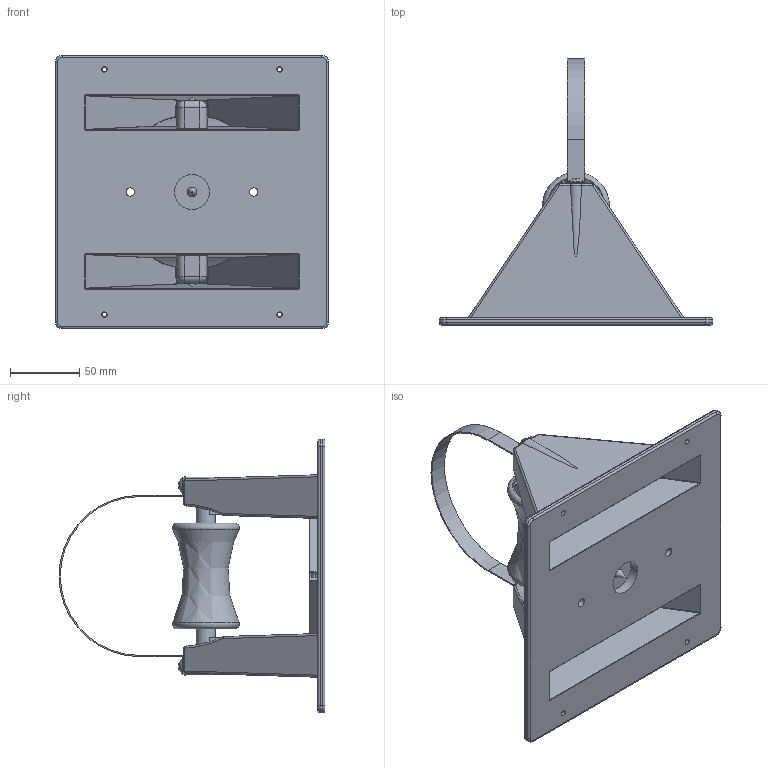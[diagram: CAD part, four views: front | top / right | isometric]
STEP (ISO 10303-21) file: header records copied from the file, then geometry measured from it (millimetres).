
FILE_DESCRIPTION((''),'2;1');
FILE_NAME('3-R-4 with PIPESTRAP.stp','2012-11-21T08:37:14',('rdavis'),(''),'Autodesk Inventor 2013','Autodesk Inventor 2013','');
FILE_SCHEMA(('AUTOMOTIVE_DESIGN { 1 0 10303 214 1 1 1 1 }'));
Length unit declared in the file: inch
Products named in the file (9): 3-R-4 with PIPESTRAP; 3-R-4; 3R No Logo; 3-R roller assy; 3 inch Roller_3_ Roller; Rod for 3R Pipestand; 3-R Bracket; Pipe Straps_3 ; Cross Recessed Truss Head Tapping Screw - Type AB - Type II No. 10 - 16 - 5/8
Assembly tree (12 placements, depth 4):
  3-R-4 with PIPESTRAP
    3-R-4
      3R No Logo
      3-R roller assy
        3 inch Roller_3_ Roller
        Rod for 3R Pipestand
      3-R Bracket  x2
    Pipe Straps_3 
    Cross Recessed Truss Head Tapping Screw - Type AB - Type II No. 10 - 16 - 5/8  x2
    3-R Bracket  x2
Bounding box: 196.85 x 191.44 x 196.85 mm (x, y, z)
Volume: 431830 mm3; surface area: 243016.7 mm2
Topology: 10 solids, 10 shells, 1981 faces, 5189 edges, 3373 vertices
Faces by surface type: plane 1237, bspline 399, cylinder 187, torus 65, sphere 50, cone 43
Full cylindrical faces by diameter (mm): 3.81 x2, 4.763 x2, 4.826 x2, 5.08 x1, 6.096 x2, 6.35 x3, 11.379 x2, 13.97 x1, 16.922 x1, 19.939 x2, 25.083 x1, 41.224 x2
Entity records: 76549 total; most frequent: CARTESIAN_POINT 33824, ORIENTED_EDGE 9168, DIRECTION 6986, EDGE_CURVE 4584, VECTOR 3126, LINE 3126, VERTEX_POINT 2993, EDGE_LOOP 1947
